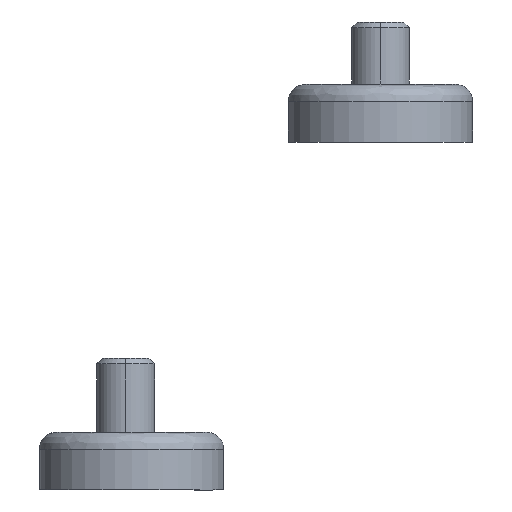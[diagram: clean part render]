
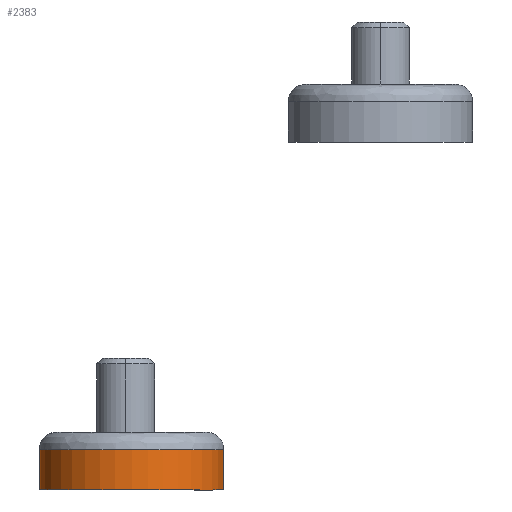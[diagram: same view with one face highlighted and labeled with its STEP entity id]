
A CAD part, left-side view. The second image highlights one B-rep face of the part: STEP entity #2383.
In plain terms, the highlighted cylindrical face has radius 8 mm (diameter 16 mm), a partial arc.
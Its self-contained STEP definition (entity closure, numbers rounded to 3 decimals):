
#10 = DIRECTION ( 'NONE',  ( 0., -1., 0. ) ) ;
#46 = CARTESIAN_POINT ( 'NONE',  ( -80.324, 13.557, -31.62 ) ) ;
#50 = VERTEX_POINT ( 'NONE', #1497 ) ;
#68 = LINE ( 'NONE', #394, #1562 ) ;
#115 = DIRECTION ( 'NONE',  ( 0., -1., 0. ) ) ;
#173 = ORIENTED_EDGE ( 'NONE', *, *, #2194, .F. ) ;
#215 = CARTESIAN_POINT ( 'NONE',  ( -80.324, 21.557, -35.12 ) ) ;
#317 = CARTESIAN_POINT ( 'NONE',  ( -80.324, 13.557, -35.12 ) ) ;
#394 = CARTESIAN_POINT ( 'NONE',  ( -80.324, 29.557, -35.12 ) ) ;
#480 = EDGE_LOOP ( 'NONE', ( #2250, #2272, #527, #173 ) ) ;
#516 = CARTESIAN_POINT ( 'NONE',  ( -80.324, 13.557, -35.12 ) ) ;
#527 = ORIENTED_EDGE ( 'NONE', *, *, #1985, .T. ) ;
#543 = VECTOR ( 'NONE', #916, 1000. ) ;
#605 = LINE ( 'NONE', #516, #543 ) ;
#775 = FACE_OUTER_BOUND ( 'NONE', #480, .T. ) ;
#804 = VERTEX_POINT ( 'NONE', #317 ) ;
#817 = CARTESIAN_POINT ( 'NONE',  ( -80.324, 29.557, -35.12 ) ) ;
#826 = AXIS2_PLACEMENT_3D ( 'NONE', #215, #1940, #2152 ) ;
#872 = CARTESIAN_POINT ( 'NONE',  ( -80.324, 21.557, -31.62 ) ) ;
#916 = DIRECTION ( 'NONE',  ( 0., 0., -1. ) ) ;
#1065 = CIRCLE ( 'NONE', #1810, 8. ) ;
#1136 = CARTESIAN_POINT ( 'NONE',  ( -80.324, 21.557, -35.12 ) ) ;
#1320 = VERTEX_POINT ( 'NONE', #46 ) ;
#1330 = DIRECTION ( 'NONE',  ( 0., 0., 1. ) ) ;
#1347 = AXIS2_PLACEMENT_3D ( 'NONE', #1136, #1330, #10 ) ;
#1497 = CARTESIAN_POINT ( 'NONE',  ( -80.324, 29.557, -31.62 ) ) ;
#1562 = VECTOR ( 'NONE', #2459, 1000. ) ;
#1683 = EDGE_CURVE ( 'NONE', #1320, #804, #605, .T. ) ;
#1810 = AXIS2_PLACEMENT_3D ( 'NONE', #872, #2207, #115 ) ;
#1907 = VERTEX_POINT ( 'NONE', #817 ) ;
#1925 = CIRCLE ( 'NONE', #1347, 8. ) ;
#1940 = DIRECTION ( 'NONE',  ( 0., 0., 1. ) ) ;
#1985 = EDGE_CURVE ( 'NONE', #1320, #50, #1065, .T. ) ;
#2140 = CYLINDRICAL_SURFACE ( 'NONE', #826, 8. ) ;
#2152 = DIRECTION ( 'NONE',  ( 0., -1., 0. ) ) ;
#2194 = EDGE_CURVE ( 'NONE', #1907, #50, #68, .T. ) ;
#2199 = EDGE_CURVE ( 'NONE', #1907, #804, #1925, .T. ) ;
#2207 = DIRECTION ( 'NONE',  ( 0., 0., -1. ) ) ;
#2250 = ORIENTED_EDGE ( 'NONE', *, *, #2199, .T. ) ;
#2272 = ORIENTED_EDGE ( 'NONE', *, *, #1683, .F. ) ;
#2383 = ADVANCED_FACE ( 'NONE', ( #775 ), #2140, .T. ) ;
#2459 = DIRECTION ( 'NONE',  ( 0., 0., 1. ) ) ;
